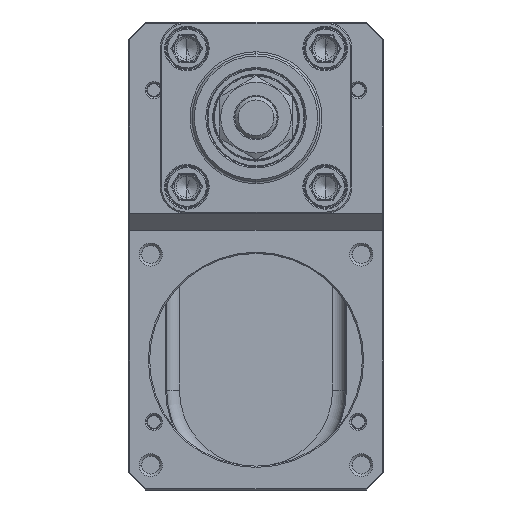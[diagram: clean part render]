
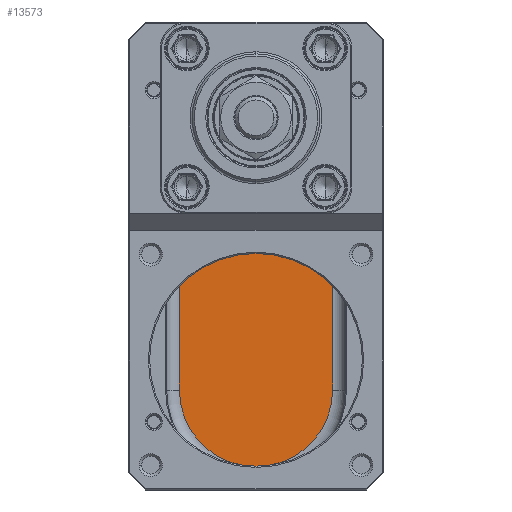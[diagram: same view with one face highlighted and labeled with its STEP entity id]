
A CAD part, front view. The second image highlights one B-rep face of the part: STEP entity #13573.
In plain terms, the highlighted face is planar.
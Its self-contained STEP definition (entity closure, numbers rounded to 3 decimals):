
#12329 = VERTEX_POINT ( 'NONE', #24775 ) ;
#12386 = VERTEX_POINT ( 'NONE', #24869 ) ;
#12387 = EDGE_CURVE ( 'NONE', #12386, #12329, #24867, .T. ) ;
#12532 = EDGE_CURVE ( 'NONE', #12620, #12539, #25134, .T. ) ;
#12539 = VERTEX_POINT ( 'NONE', #25122 ) ;
#12620 = VERTEX_POINT ( 'NONE', #25288 ) ;
#12984 = ORIENTED_EDGE ( 'NONE', *, *, #12532, .F. ) ;
#13493 = VERTEX_POINT ( 'NONE', #26793 ) ;
#13494 = ORIENTED_EDGE ( 'NONE', *, *, #13495, .T. ) ;
#13495 = EDGE_CURVE ( 'NONE', #13493, #12539, #26792, .T. ) ;
#13498 = VERTEX_POINT ( 'NONE', #26788 ) ;
#13505 = ORIENTED_EDGE ( 'NONE', *, *, #13611, .F. ) ;
#13537 = EDGE_CURVE ( 'NONE', #13616, #13568, #26900, .T. ) ;
#13553 = ORIENTED_EDGE ( 'NONE', *, *, #12387, .F. ) ;
#13554 = EDGE_CURVE ( 'NONE', #13498, #13567, #26941, .T. ) ;
#13555 = ORIENTED_EDGE ( 'NONE', *, *, #13556, .T. ) ;
#13556 = EDGE_CURVE ( 'NONE', #12386, #13564, #26927, .T. ) ;
#13557 = ORIENTED_EDGE ( 'NONE', *, *, #13558, .T. ) ;
#13558 = EDGE_CURVE ( 'NONE', #13564, #13493, #26923, .T. ) ;
#13560 = ORIENTED_EDGE ( 'NONE', *, *, #13562, .F. ) ;
#13561 = EDGE_LOOP ( 'NONE', ( #13574, #13566, #13560, #13553, #13555, #13557, #13494, #12984, #13505, #13614 ) ) ;
#13562 = EDGE_CURVE ( 'NONE', #12329, #13567, #26976, .T. ) ;
#13564 = VERTEX_POINT ( 'NONE', #26971 ) ;
#13566 = ORIENTED_EDGE ( 'NONE', *, *, #13554, .T. ) ;
#13567 = VERTEX_POINT ( 'NONE', #26970 ) ;
#13568 = VERTEX_POINT ( 'NONE', #26969 ) ;
#13571 = EDGE_CURVE ( 'NONE', #13568, #13498, #26967, .T. ) ;
#13573 = ADVANCED_FACE ( 'NONE', ( #26962 ), #26961, .T. ) ;
#13574 = ORIENTED_EDGE ( 'NONE', *, *, #13571, .T. ) ;
#13611 = EDGE_CURVE ( 'NONE', #13616, #12620, #27036, .T. ) ;
#13614 = ORIENTED_EDGE ( 'NONE', *, *, #13537, .T. ) ;
#13616 = VERTEX_POINT ( 'NONE', #27031 ) ;
#24775 = CARTESIAN_POINT ( 'NONE',  ( 16.25, 11., -13.75 ) ) ;
#24862 = DIRECTION ( 'NONE',  ( 0., 0., 1. ) ) ;
#24863 = DIRECTION ( 'NONE',  ( 0., 1., 0. ) ) ;
#24864 = CARTESIAN_POINT ( 'NONE',  ( 16.25, 11., -16.25 ) ) ;
#24865 = AXIS2_PLACEMENT_3D ( 'NONE', #24864, #24863, #24862 ) ;
#24867 = CIRCLE ( 'NONE', #24865, 2.5 ) ;
#24869 = CARTESIAN_POINT ( 'NONE',  ( 14.465, 11., -18. ) ) ;
#25122 = CARTESIAN_POINT ( 'NONE',  ( 14.465, 11., 18. ) ) ;
#25130 = DIRECTION ( 'NONE',  ( 0., 0., 1. ) ) ;
#25131 = DIRECTION ( 'NONE',  ( 0., 1., 0. ) ) ;
#25132 = CARTESIAN_POINT ( 'NONE',  ( 16.25, 11., 16.25 ) ) ;
#25133 = AXIS2_PLACEMENT_3D ( 'NONE', #25132, #25131, #25130 ) ;
#25134 = CIRCLE ( 'NONE', #25133, 2.5 ) ;
#25288 = CARTESIAN_POINT ( 'NONE',  ( 16.25, 11., 13.75 ) ) ;
#26788 = CARTESIAN_POINT ( 'NONE',  ( 64., 11., -18. ) ) ;
#26789 = DIRECTION ( 'NONE',  ( 1., 0., 0. ) ) ;
#26790 = VECTOR ( 'NONE', #26789, 1000. ) ;
#26791 = CARTESIAN_POINT ( 'NONE',  ( 1., 11., 18. ) ) ;
#26792 = LINE ( 'NONE', #26791, #26790 ) ;
#26793 = CARTESIAN_POINT ( 'NONE',  ( 1., 11., 18. ) ) ;
#26893 = DIRECTION ( 'NONE',  ( 1., 0., 0. ) ) ;
#26894 = VECTOR ( 'NONE', #26893, 1000. ) ;
#26895 = CARTESIAN_POINT ( 'NONE',  ( 1., 11., 18. ) ) ;
#26900 = LINE ( 'NONE', #26895, #26894 ) ;
#26919 = DIRECTION ( 'NONE',  ( 0., 0., 1. ) ) ;
#26920 = DIRECTION ( 'NONE',  ( 0., 1., 0. ) ) ;
#26921 = CARTESIAN_POINT ( 'NONE',  ( 1., 11., 0. ) ) ;
#26922 = AXIS2_PLACEMENT_3D ( 'NONE', #26921, #26920, #26919 ) ;
#26923 = CIRCLE ( 'NONE', #26922, 18. ) ;
#26924 = DIRECTION ( 'NONE',  ( -1., 0., 0. ) ) ;
#26925 = VECTOR ( 'NONE', #26924, 1000. ) ;
#26926 = CARTESIAN_POINT ( 'NONE',  ( 1., 11., -18. ) ) ;
#26927 = LINE ( 'NONE', #26926, #26925 ) ;
#26928 = DIRECTION ( 'NONE',  ( -1., 0., 0. ) ) ;
#26939 = VECTOR ( 'NONE', #26928, 1000. ) ;
#26940 = CARTESIAN_POINT ( 'NONE',  ( 1., 11., -18. ) ) ;
#26941 = LINE ( 'NONE', #26940, #26939 ) ;
#26957 = DIRECTION ( 'NONE',  ( 0., 0., 1. ) ) ;
#26958 = DIRECTION ( 'NONE',  ( 0., 1., 0. ) ) ;
#26959 = CARTESIAN_POINT ( 'NONE',  ( 1., 11., 0. ) ) ;
#26960 = AXIS2_PLACEMENT_3D ( 'NONE', #26959, #26958, #26957 ) ;
#26961 = PLANE ( 'NONE',  #26960 ) ;
#26962 = FACE_OUTER_BOUND ( 'NONE', #13561, .T. ) ;
#26963 = DIRECTION ( 'NONE',  ( 0., 0., 1. ) ) ;
#26964 = DIRECTION ( 'NONE',  ( 0., 1., 0. ) ) ;
#26965 = CARTESIAN_POINT ( 'NONE',  ( 64., 11., 0. ) ) ;
#26966 = AXIS2_PLACEMENT_3D ( 'NONE', #26965, #26964, #26963 ) ;
#26967 = CIRCLE ( 'NONE', #26966, 18. ) ;
#26969 = CARTESIAN_POINT ( 'NONE',  ( 64., 11., 18. ) ) ;
#26970 = CARTESIAN_POINT ( 'NONE',  ( 18.035, 11., -18. ) ) ;
#26971 = CARTESIAN_POINT ( 'NONE',  ( 1., 11., -18. ) ) ;
#26972 = DIRECTION ( 'NONE',  ( 0., 0., 1. ) ) ;
#26973 = DIRECTION ( 'NONE',  ( 0., 1., 0. ) ) ;
#26974 = CARTESIAN_POINT ( 'NONE',  ( 16.25, 11., -16.25 ) ) ;
#26975 = AXIS2_PLACEMENT_3D ( 'NONE', #26974, #26973, #26972 ) ;
#26976 = CIRCLE ( 'NONE', #26975, 2.5 ) ;
#27031 = CARTESIAN_POINT ( 'NONE',  ( 18.035, 11., 18. ) ) ;
#27032 = DIRECTION ( 'NONE',  ( 0., 0., 1. ) ) ;
#27033 = DIRECTION ( 'NONE',  ( 0., 1., 0. ) ) ;
#27034 = CARTESIAN_POINT ( 'NONE',  ( 16.25, 11., 16.25 ) ) ;
#27035 = AXIS2_PLACEMENT_3D ( 'NONE', #27034, #27033, #27032 ) ;
#27036 = CIRCLE ( 'NONE', #27035, 2.5 ) ;
